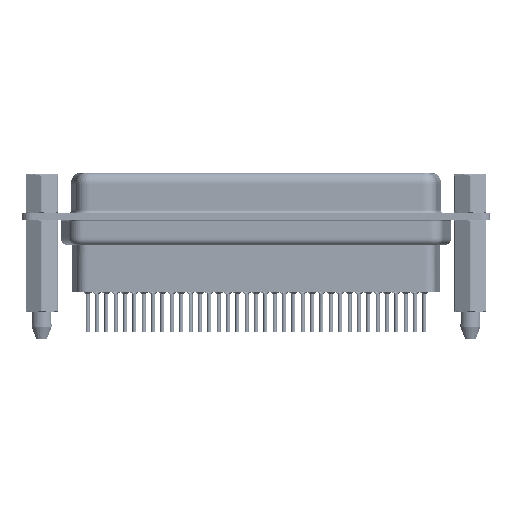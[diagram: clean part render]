
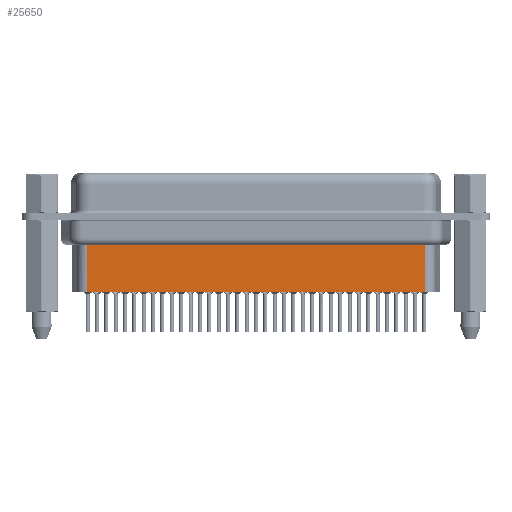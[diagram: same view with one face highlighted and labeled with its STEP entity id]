
A CAD part, front view. The second image highlights one B-rep face of the part: STEP entity #25650.
In plain terms, the highlighted planar face has unit normal (0, -1, 0).
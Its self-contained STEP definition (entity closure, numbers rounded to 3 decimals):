
#738 = LINE ( 'NONE', #17959, #9771 ) ;
#899 = LINE ( 'NONE', #30572, #4545 ) ;
#1426 = CARTESIAN_POINT ( 'NONE',  ( 6.706, -3.5, -11.15 ) ) ;
#2920 = VECTOR ( 'NONE', #12510, 1000. ) ;
#4545 = VECTOR ( 'NONE', #6952, 1000. ) ;
#5739 = DIRECTION ( 'NONE',  ( 0., -1., 0. ) ) ;
#6952 = DIRECTION ( 'NONE',  ( 0., 0., -1. ) ) ;
#7866 = CARTESIAN_POINT ( 'NONE',  ( 56.794, -3.5, -4.097 ) ) ;
#8091 = PLANE ( 'NONE',  #16086 ) ;
#8478 = CARTESIAN_POINT ( 'NONE',  ( 6.706, -3.5, -3.1 ) ) ;
#9771 = VECTOR ( 'NONE', #15219, 1000. ) ;
#11176 = EDGE_CURVE ( 'NONE', #36174, #28778, #21526, .T. ) ;
#12291 = EDGE_CURVE ( 'NONE', #36671, #31006, #16483, .T. ) ;
#12510 = DIRECTION ( 'NONE',  ( -1., 0., 0. ) ) ;
#13344 = DIRECTION ( 'NONE',  ( -1., 0., 0. ) ) ;
#13635 = CARTESIAN_POINT ( 'NONE',  ( 6.706, -3.5, -4.097 ) ) ;
#14538 = DIRECTION ( 'NONE',  ( 1., 0., 0. ) ) ;
#14597 = EDGE_CURVE ( 'NONE', #36174, #36671, #899, .T. ) ;
#15219 = DIRECTION ( 'NONE',  ( 0., 0., -1. ) ) ;
#15669 = ORIENTED_EDGE ( 'NONE', *, *, #12291, .F. ) ;
#16086 = AXIS2_PLACEMENT_3D ( 'NONE', #8478, #5739, #14538 ) ;
#16483 = LINE ( 'NONE', #1426, #30855 ) ;
#17959 = CARTESIAN_POINT ( 'NONE',  ( 6.706, -3.5, -3.1 ) ) ;
#20779 = ORIENTED_EDGE ( 'NONE', *, *, #22502, .T. ) ;
#21328 = CARTESIAN_POINT ( 'NONE',  ( 6.459, -3.5, -4.097 ) ) ;
#21526 = LINE ( 'NONE', #21328, #2920 ) ;
#22502 = EDGE_CURVE ( 'NONE', #28778, #31006, #738, .T. ) ;
#25650 = ADVANCED_FACE ( 'NONE', ( #32465 ), #8091, .T. ) ;
#28145 = EDGE_LOOP ( 'NONE', ( #28255, #36274, #20779, #15669 ) ) ;
#28255 = ORIENTED_EDGE ( 'NONE', *, *, #14597, .F. ) ;
#28778 = VERTEX_POINT ( 'NONE', #13635 ) ;
#30046 = CARTESIAN_POINT ( 'NONE',  ( 6.706, -3.5, -11.15 ) ) ;
#30572 = CARTESIAN_POINT ( 'NONE',  ( 56.794, -3.5, -3.1 ) ) ;
#30855 = VECTOR ( 'NONE', #13344, 1000. ) ;
#31006 = VERTEX_POINT ( 'NONE', #30046 ) ;
#32465 = FACE_OUTER_BOUND ( 'NONE', #28145, .T. ) ;
#35726 = CARTESIAN_POINT ( 'NONE',  ( 56.794, -3.5, -11.15 ) ) ;
#36174 = VERTEX_POINT ( 'NONE', #7866 ) ;
#36274 = ORIENTED_EDGE ( 'NONE', *, *, #11176, .T. ) ;
#36671 = VERTEX_POINT ( 'NONE', #35726 ) ;
